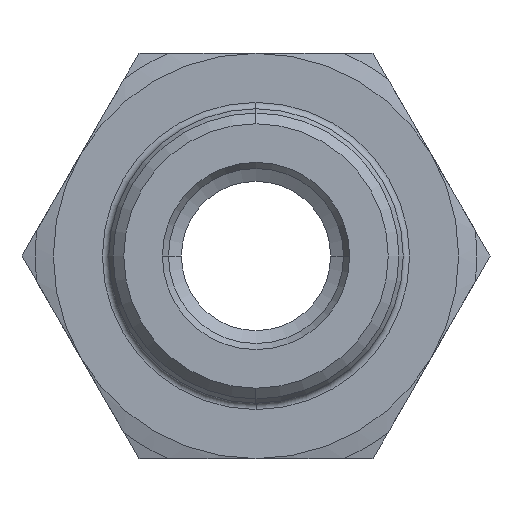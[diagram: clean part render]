
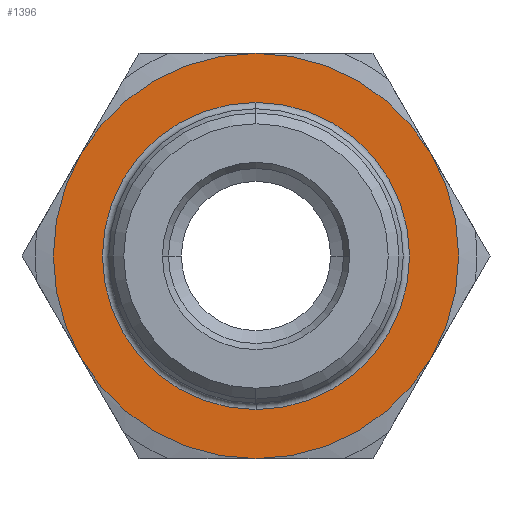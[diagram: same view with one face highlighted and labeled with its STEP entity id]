
A CAD part, left-side view. The second image highlights one B-rep face of the part: STEP entity #1396.
In plain terms, the highlighted planar face has unit normal (-1, 0, 0).
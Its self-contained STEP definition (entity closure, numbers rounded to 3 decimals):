
#133=CARTESIAN_POINT('',(-4.,9.5,0.));
#212=CARTESIAN_POINT('',(-4.,4.75,8.227));
#229=CARTESIAN_POINT('',(-4.,0.,0.));
#230=DIRECTION('',(1.,0.,0.));
#231=DIRECTION('',(0.,1.,0.));
#232=AXIS2_PLACEMENT_3D('',#229,#230,#231);
#234=CARTESIAN_POINT('',(-4.,0.,0.));
#235=DIRECTION('',(1.,0.,0.));
#236=DIRECTION('',(0.,0.5,0.866));
#237=AXIS2_PLACEMENT_3D('',#234,#235,#236);
#239=CARTESIAN_POINT('',(-4.,0.,0.));
#240=DIRECTION('',(1.,0.,0.));
#241=DIRECTION('',(0.,-0.5,0.866));
#242=AXIS2_PLACEMENT_3D('',#239,#240,#241);
#244=CARTESIAN_POINT('',(-4.,0.,0.));
#245=DIRECTION('',(-1.,0.,0.));
#246=DIRECTION('',(0.,-0.5,-0.866));
#247=AXIS2_PLACEMENT_3D('',#244,#245,#246);
#249=CARTESIAN_POINT('',(-4.,0.,0.));
#250=DIRECTION('',(-1.,0.,0.));
#251=DIRECTION('',(0.,0.5,-0.866));
#252=AXIS2_PLACEMENT_3D('',#249,#250,#251);
#254=CARTESIAN_POINT('',(-4.,0.,0.));
#255=DIRECTION('',(-1.,0.,0.));
#256=DIRECTION('',(0.,1.,0.));
#257=AXIS2_PLACEMENT_3D('',#254,#255,#256);
#259=CARTESIAN_POINT('',(-4.,0.,0.));
#260=DIRECTION('',(1.,0.,0.));
#261=DIRECTION('',(0.,-1.,0.));
#262=AXIS2_PLACEMENT_3D('',#259,#260,#261);
#264=CARTESIAN_POINT('',(-4.,0.,0.));
#265=DIRECTION('',(1.,0.,0.));
#266=DIRECTION('',(0.,1.,0.));
#267=AXIS2_PLACEMENT_3D('',#264,#265,#266);
#316=CARTESIAN_POINT('',(-4.,4.75,-8.227));
#380=CARTESIAN_POINT('',(-4.,-4.75,
-8.227));
#416=CARTESIAN_POINT('',(-4.,-9.5,0.));
#836=CARTESIAN_POINT('',(-4.,-4.75,8.227));
#1002=VERTEX_POINT('',#133);
#1003=VERTEX_POINT('',#416);
#1004=VERTEX_POINT('',#836);
#1005=VERTEX_POINT('',#212);
#1008=VERTEX_POINT('',#316);
#1009=VERTEX_POINT('',#380);
#1022=CARTESIAN_POINT('',(-4.,-7.2,0.));
#1023=CARTESIAN_POINT('',(-4.,7.2,0.));
#1024=VERTEX_POINT('',#1022);
#1025=VERTEX_POINT('',#1023);
#1374=CARTESIAN_POINT('',(-4.,0.,0.));
#1375=DIRECTION('',(1.,0.,0.));
#1376=DIRECTION('',(0.,-1.,0.));
#1377=AXIS2_PLACEMENT_3D('',#1374,#1375,#1376);
#1378=PLANE('',#1377);
#1379=ORIENTED_EDGE('',*,*,#1340,.T.);
#1380=ORIENTED_EDGE('',*,*,#1367,.T.);
#1381=ORIENTED_EDGE('',*,*,#1352,.T.);
#1383=ORIENTED_EDGE('',*,*,#1382,.F.);
#1385=ORIENTED_EDGE('',*,*,#1384,.F.);
#1387=ORIENTED_EDGE('',*,*,#1386,.F.);
#1388=EDGE_LOOP('',(#1379,#1380,#1381,#1383,#1385,#1387));
#1389=FACE_OUTER_BOUND('',#1388,.F.);
#1391=ORIENTED_EDGE('',*,*,#1390,.F.);
#1393=ORIENTED_EDGE('',*,*,#1392,.F.);
#1394=EDGE_LOOP('',(#1391,#1393));
#1395=FACE_BOUND('',#1394,.F.);
#1396=ADVANCED_FACE('',(#1389,#1395),#1378,.F.);
#233=CIRCLE('',#232,9.5);
#238=CIRCLE('',#237,9.5);
#243=CIRCLE('',#242,9.5);
#248=CIRCLE('',#247,9.5);
#253=CIRCLE('',#252,9.5);
#258=CIRCLE('',#257,9.5);
#263=CIRCLE('',#262,7.2);
#268=CIRCLE('',#267,7.2);
#1340=EDGE_CURVE('',#1002,#1005,#233,.T.);
#1352=EDGE_CURVE('',#1004,#1003,#243,.T.);
#1367=EDGE_CURVE('',#1005,#1004,#238,.T.);
#1382=EDGE_CURVE('',#1009,#1003,#248,.T.);
#1384=EDGE_CURVE('',#1008,#1009,#253,.T.);
#1386=EDGE_CURVE('',#1002,#1008,#258,.T.);
#1390=EDGE_CURVE('',#1024,#1025,#263,.T.);
#1392=EDGE_CURVE('',#1025,#1024,#268,.T.);
